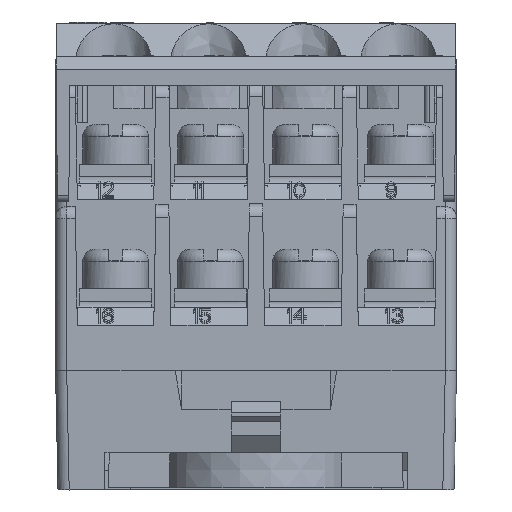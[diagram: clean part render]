
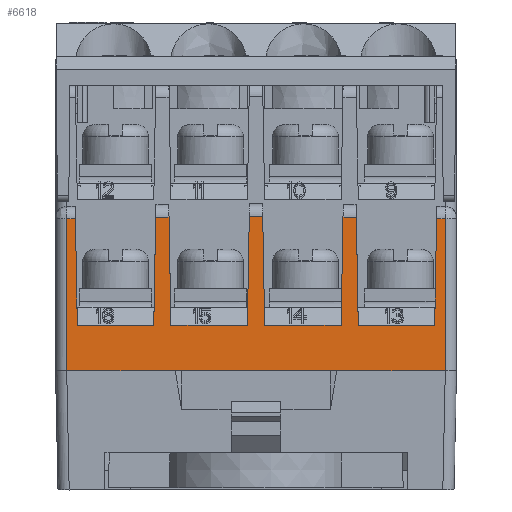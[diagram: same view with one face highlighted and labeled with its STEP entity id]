
A CAD part, front view. The second image highlights one B-rep face of the part: STEP entity #6618.
In plain terms, the highlighted planar face has unit normal (0, -1, 0.009).
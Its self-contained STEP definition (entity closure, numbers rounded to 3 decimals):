
#2902=FACE_OUTER_BOUND('',#15948,.T.);
#6618=ADVANCED_FACE('',(#2902),#10486,.T.);
#10486=PLANE('',#77394);
#15948=EDGE_LOOP('',(#22340,#22341,#22342,#22343,#22344,#22345,#22346,#22347,
#22348,#22349,#22350,#22351,#22352,#22353,#22354,#22355,#22356,#22357,#22358,
#22359,#22360,#22361));
#22340=ORIENTED_EDGE('',*,*,#50280,.F.);
#22341=ORIENTED_EDGE('',*,*,#50281,.F.);
#22342=ORIENTED_EDGE('',*,*,#50282,.F.);
#22343=ORIENTED_EDGE('',*,*,#50283,.F.);
#22344=ORIENTED_EDGE('',*,*,#50284,.F.);
#22345=ORIENTED_EDGE('',*,*,#50285,.T.);
#22346=ORIENTED_EDGE('',*,*,#50286,.T.);
#22347=ORIENTED_EDGE('',*,*,#50287,.F.);
#22348=ORIENTED_EDGE('',*,*,#50288,.F.);
#22349=ORIENTED_EDGE('',*,*,#50289,.T.);
#22350=ORIENTED_EDGE('',*,*,#50290,.F.);
#22351=ORIENTED_EDGE('',*,*,#50291,.F.);
#22352=ORIENTED_EDGE('',*,*,#50292,.F.);
#22353=ORIENTED_EDGE('',*,*,#50293,.T.);
#22354=ORIENTED_EDGE('',*,*,#50294,.T.);
#22355=ORIENTED_EDGE('',*,*,#50295,.F.);
#22356=ORIENTED_EDGE('',*,*,#50151,.F.);
#22357=ORIENTED_EDGE('',*,*,#50296,.T.);
#22358=ORIENTED_EDGE('',*,*,#50297,.T.);
#22359=ORIENTED_EDGE('',*,*,#49751,.T.);
#22360=ORIENTED_EDGE('',*,*,#50298,.T.);
#22361=ORIENTED_EDGE('',*,*,#50299,.T.);
#42476=VERTEX_POINT('',#104386);
#42478=VERTEX_POINT('',#104390);
#42768=VERTEX_POINT('',#105261);
#42769=VERTEX_POINT('',#105262);
#42860=VERTEX_POINT('',#105521);
#42861=VERTEX_POINT('',#105522);
#42862=VERTEX_POINT('',#105524);
#42863=VERTEX_POINT('',#105526);
#42864=VERTEX_POINT('',#105528);
#42865=VERTEX_POINT('',#105530);
#42866=VERTEX_POINT('',#105532);
#42867=VERTEX_POINT('',#105534);
#42868=VERTEX_POINT('',#105536);
#42869=VERTEX_POINT('',#105538);
#42870=VERTEX_POINT('',#105540);
#42871=VERTEX_POINT('',#105542);
#42872=VERTEX_POINT('',#105544);
#42873=VERTEX_POINT('',#105546);
#42874=VERTEX_POINT('',#105548);
#42875=VERTEX_POINT('',#105550);
#42876=VERTEX_POINT('',#105553);
#42877=VERTEX_POINT('',#105556);
#49751=EDGE_CURVE('',#42476,#42478,#60219,.T.);
#50151=EDGE_CURVE('',#42768,#42769,#60562,.T.);
#50280=EDGE_CURVE('',#42860,#42861,#60663,.T.);
#50281=EDGE_CURVE('',#42862,#42860,#60664,.T.);
#50282=EDGE_CURVE('',#42863,#42862,#60665,.T.);
#50283=EDGE_CURVE('',#42864,#42863,#60666,.T.);
#50284=EDGE_CURVE('',#42865,#42864,#60667,.T.);
#50285=EDGE_CURVE('',#42865,#42866,#60668,.T.);
#50286=EDGE_CURVE('',#42866,#42867,#60669,.T.);
#50287=EDGE_CURVE('',#42868,#42867,#60670,.T.);
#50288=EDGE_CURVE('',#42869,#42868,#60671,.T.);
#50289=EDGE_CURVE('',#42869,#42870,#60672,.T.);
#50290=EDGE_CURVE('',#42871,#42870,#60673,.T.);
#50291=EDGE_CURVE('',#42872,#42871,#60674,.T.);
#50292=EDGE_CURVE('',#42873,#42872,#60675,.T.);
#50293=EDGE_CURVE('',#42873,#42874,#60676,.T.);
#50294=EDGE_CURVE('',#42874,#42875,#60677,.T.);
#50295=EDGE_CURVE('',#42769,#42875,#60678,.T.);
#50296=EDGE_CURVE('',#42768,#42876,#60679,.T.);
#50297=EDGE_CURVE('',#42876,#42476,#60680,.T.);
#50298=EDGE_CURVE('',#42478,#42877,#60681,.T.);
#50299=EDGE_CURVE('',#42877,#42861,#60682,.T.);
#60219=LINE('',#104391,#69183);
#60562=LINE('',#105260,#69526);
#60663=LINE('',#105520,#69627);
#60664=LINE('',#105523,#69628);
#60665=LINE('',#105525,#69629);
#60666=LINE('',#105527,#69630);
#60667=LINE('',#105529,#69631);
#60668=LINE('',#105531,#69632);
#60669=LINE('',#105533,#69633);
#60670=LINE('',#105535,#69634);
#60671=LINE('',#105537,#69635);
#60672=LINE('',#105539,#69636);
#60673=LINE('',#105541,#69637);
#60674=LINE('',#105543,#69638);
#60675=LINE('',#105545,#69639);
#60676=LINE('',#105547,#69640);
#60677=LINE('',#105549,#69641);
#60678=LINE('',#105551,#69642);
#60679=LINE('',#105552,#69643);
#60680=LINE('',#105554,#69644);
#60681=LINE('',#105555,#69645);
#60682=LINE('',#105557,#69646);
#69183=VECTOR('',#83782,1.);
#69526=VECTOR('',#84435,1.);
#69627=VECTOR('',#84612,1.);
#69628=VECTOR('',#84613,1.);
#69629=VECTOR('',#84614,1.);
#69630=VECTOR('',#84615,1.);
#69631=VECTOR('',#84616,1.);
#69632=VECTOR('',#84617,1.);
#69633=VECTOR('',#84618,1.);
#69634=VECTOR('',#84619,1.);
#69635=VECTOR('',#84620,1.);
#69636=VECTOR('',#84621,1.);
#69637=VECTOR('',#84622,1.);
#69638=VECTOR('',#84623,1.);
#69639=VECTOR('',#84624,1.);
#69640=VECTOR('',#84625,1.);
#69641=VECTOR('',#84626,1.);
#69642=VECTOR('',#84627,1.);
#69643=VECTOR('',#84628,1.);
#69644=VECTOR('',#84629,1.);
#69645=VECTOR('',#84630,1.);
#69646=VECTOR('',#84631,1.);
#77394=AXIS2_PLACEMENT_3D('',#105558,#84632,#84633);
#83782=DIRECTION('',(1.,0.,0.));
#84435=DIRECTION('',(1.,0.,0.));
#84612=DIRECTION('',(1.,0.,0.));
#84613=DIRECTION('',(0.017,0.009,1.));
#84614=DIRECTION('',(1.,0.,0.));
#84615=DIRECTION('',(0.017,-0.009,-1.));
#84616=DIRECTION('',(1.,0.,0.));
#84617=DIRECTION('',(-0.017,-0.009,-1.));
#84618=DIRECTION('',(-1.,0.,0.));
#84619=DIRECTION('',(0.017,-0.009,-1.));
#84620=DIRECTION('',(1.,0.,0.));
#84621=DIRECTION('',(-0.017,-0.009,-1.));
#84622=DIRECTION('',(1.,0.,0.));
#84623=DIRECTION('',(0.017,-0.009,-1.));
#84624=DIRECTION('',(1.,0.,0.));
#84625=DIRECTION('',(-0.017,-0.009,-1.));
#84626=DIRECTION('',(-1.,0.,0.));
#84627=DIRECTION('',(0.017,-0.009,-1.));
#84628=DIRECTION('',(0.,-0.009,-1.));
#84629=DIRECTION('',(1.,0.,0.));
#84630=DIRECTION('',(1.,0.,0.));
#84631=DIRECTION('',(0.,0.009,1.));
#84632=DIRECTION('',(0.,-1.,0.009));
#84633=DIRECTION('',(1.,0.,0.));
#104386=CARTESIAN_POINT('',(-6.5,-33.5,0.));
#104390=CARTESIAN_POINT('',(6.5,-33.5,0.));
#104391=CARTESIAN_POINT('',(-15.25,-33.5,0.));
#105260=CARTESIAN_POINT('',(-14.546,-33.393,12.259));
#105261=CARTESIAN_POINT('',(-15.25,-33.393,12.259));
#105262=CARTESIAN_POINT('',(-14.546,-33.393,12.259));
#105520=CARTESIAN_POINT('',(15.25,-33.393,12.259));
#105521=CARTESIAN_POINT('',(14.546,-33.393,12.259));
#105522=CARTESIAN_POINT('',(15.25,-33.393,12.259));
#105523=CARTESIAN_POINT('',(14.416,-33.458,4.795));
#105524=CARTESIAN_POINT('',(14.396,-33.468,3.682));
#105525=CARTESIAN_POINT('',(14.396,-33.468,3.682));
#105526=CARTESIAN_POINT('',(8.235,-33.468,3.682));
#105527=CARTESIAN_POINT('',(8.235,-33.468,3.682));
#105528=CARTESIAN_POINT('',(8.084,-33.392,12.389));
#105529=CARTESIAN_POINT('',(8.084,-33.392,12.389));
#105530=CARTESIAN_POINT('',(7.007,-33.392,12.389));
#105531=CARTESIAN_POINT('',(6.855,-33.468,3.682));
#105532=CARTESIAN_POINT('',(6.855,-33.468,3.682));
#105533=CARTESIAN_POINT('',(0.695,-33.468,3.682));
#105534=CARTESIAN_POINT('',(0.695,-33.468,3.682));
#105535=CARTESIAN_POINT('',(0.695,-33.468,3.682));
#105536=CARTESIAN_POINT('',(0.541,-33.391,12.459));
#105537=CARTESIAN_POINT('',(0.541,-33.391,12.459));
#105538=CARTESIAN_POINT('',(-0.541,-33.391,12.459));
#105539=CARTESIAN_POINT('',(-0.695,-33.468,3.682));
#105540=CARTESIAN_POINT('',(-0.695,-33.468,3.682));
#105541=CARTESIAN_POINT('',(-0.695,-33.468,3.682));
#105542=CARTESIAN_POINT('',(-6.855,-33.468,3.682));
#105543=CARTESIAN_POINT('',(-6.855,-33.468,3.682));
#105544=CARTESIAN_POINT('',(-7.007,-33.392,12.389));
#105545=CARTESIAN_POINT('',(-7.007,-33.392,12.389));
#105546=CARTESIAN_POINT('',(-8.084,-33.392,12.389));
#105547=CARTESIAN_POINT('',(-8.235,-33.468,3.682));
#105548=CARTESIAN_POINT('',(-8.235,-33.468,3.682));
#105549=CARTESIAN_POINT('',(-14.396,-33.468,3.682));
#105550=CARTESIAN_POINT('',(-14.396,-33.468,3.682));
#105551=CARTESIAN_POINT('',(-14.416,-33.458,4.795));
#105552=CARTESIAN_POINT('',(-15.25,-33.393,12.259));
#105553=CARTESIAN_POINT('',(-15.25,-33.5,0.));
#105554=CARTESIAN_POINT('',(-15.25,-33.5,0.));
#105555=CARTESIAN_POINT('',(6.5,-33.5,0.));
#105556=CARTESIAN_POINT('',(15.25,-33.5,0.));
#105557=CARTESIAN_POINT('',(15.25,-33.5,0.));
#105558=CARTESIAN_POINT('',(1.543,-33.5,0.));
